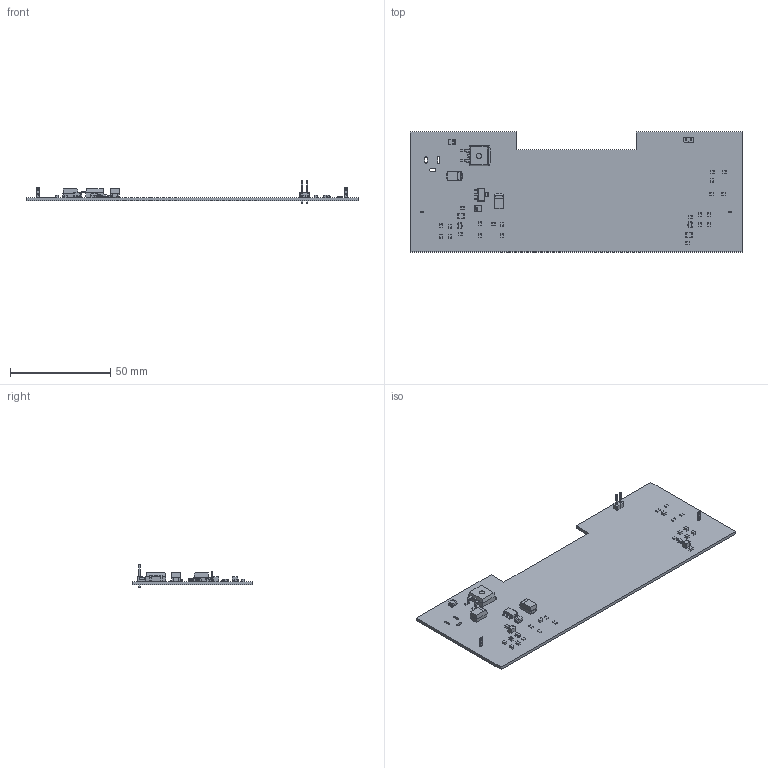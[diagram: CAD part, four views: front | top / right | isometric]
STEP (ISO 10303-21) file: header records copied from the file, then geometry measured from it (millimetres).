
FILE_DESCRIPTION(('KiCad electronic assembly'),'2;1');
FILE_NAME('PCB_Theremin.step','2020-07-11T14:59:52',('An Author'),( 'A Company'),'Open CASCADE STEP processor 6.9', 'KiCad to STEP converter','Unknown');
FILE_SCHEMA(('AUTOMOTIVE_DESIGN { 1 0 10303 214 1 1 1 1 }'));
Length unit declared in the file: millimetre
Products named in the file (22): Open CASCADE STEP translator 6.9 1; PinHeader_1x02_P2.54mm_Vertical; SOLID; CP_EIA-3528-21_Kemet-B; C_0805_2012Metric; TO-263-2; SOT-223; R_0805_2012Metric; SOT-23; L_1210_3225Metric; Pin_D0.7mm_L6.5mm_W1.8mm_FlatFork; CP_EIA-7343-43_Kemet-X; COMPOUND
Assembly tree (46 placements, depth 3):
  Open CASCADE STEP translator 6.9 1
    PinHeader_1x02_P2.54mm_Vertical
      SOLID
    CP_EIA-3528-21_Kemet-B  x2
      SOLID
    C_0805_2012Metric  x12
      SOLID
    TO-263-2
      SOLID
    SOT-223
      SOLID
    R_0805_2012Metric  x10
      SOLID
    SOT-23  x2
      SOLID
    L_1210_3225Metric  x2
      SOLID
    Pin_D0.7mm_L6.5mm_W1.8mm_FlatFork  x2
      SOLID
    CP_EIA-7343-43_Kemet-X  x2
      SOLID
    COMPOUND
Bounding box: 166 x 60 x 11.54 mm (x, y, z)
Volume: 15469.9 mm3; surface area: 21073.5 mm2
Topology: 36 solids, 36 shells, 1256 faces, 3222 edges, 2080 vertices
Faces by surface type: plane 817, cylinder 333, bspline 106
Full cylindrical faces by diameter (mm): 0.7 x2, 0.8 x2, 1.07 x2, 2.5 x1
Entity records: 41426 total; most frequent: CARTESIAN_POINT 12304, DIRECTION 4627, LINE 3202, VECTOR 3202, ORIENTED_EDGE 2558, PCURVE 2558, DEFINITIONAL_REPRESENTATION 2558, EDGE_CURVE 1279
